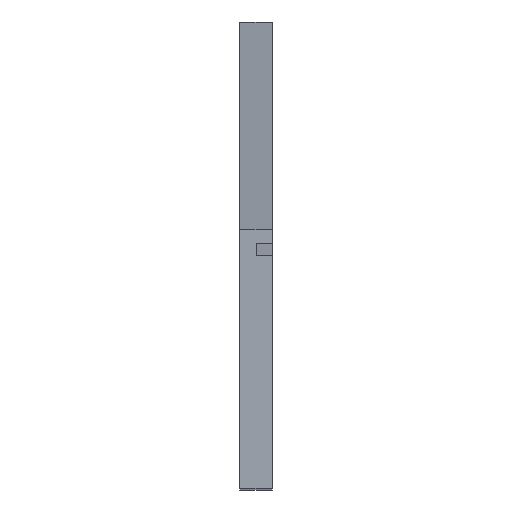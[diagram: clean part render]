
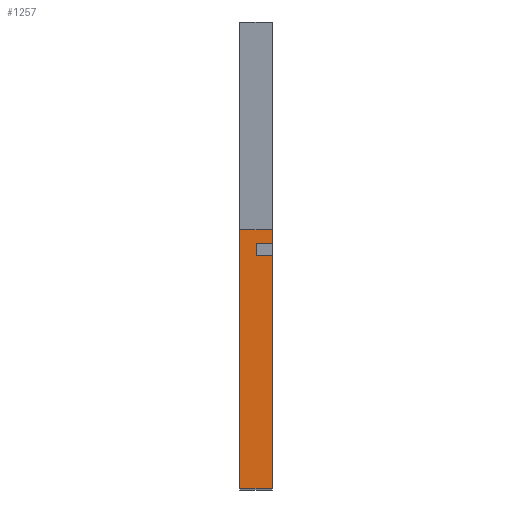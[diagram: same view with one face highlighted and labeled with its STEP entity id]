
A CAD part, top view. The second image highlights one B-rep face of the part: STEP entity #1257.
In plain terms, the highlighted planar face has unit normal (0, 0, 1).
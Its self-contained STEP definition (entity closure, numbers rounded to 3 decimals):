
#11 = CARTESIAN_POINT ( 'NONE',  ( 5., 0., 0. ) ) ;
#232 = PLANE ( 'NONE',  #2382 ) ;
#729 = EDGE_CURVE ( 'NONE', #4414, #6092, #4216, .T. ) ;
#990 = LINE ( 'NONE', #11, #4790 ) ;
#1030 = VECTOR ( 'NONE', #10798, 1000. ) ;
#1126 = CARTESIAN_POINT ( 'NONE',  ( 2.5, -2.045, 0. ) ) ;
#1133 = EDGE_CURVE ( 'NONE', #11510, #6092, #5418, .T. ) ;
#1257 = ADVANCED_FACE ( 'NONE', ( #8657 ), #232, .T. ) ;
#1267 = VERTEX_POINT ( 'NONE', #6809 ) ;
#1359 = EDGE_CURVE ( 'NONE', #4280, #1267, #7055, .T. ) ;
#1749 = VERTEX_POINT ( 'NONE', #3537 ) ;
#1920 = VERTEX_POINT ( 'NONE', #1126 ) ;
#2031 = DIRECTION ( 'NONE',  ( -1., 0., 0. ) ) ;
#2382 = AXIS2_PLACEMENT_3D ( 'NONE', #7734, #11472, #9632 ) ;
#2444 = DIRECTION ( 'NONE',  ( 0., 1., 0. ) ) ;
#2531 = LINE ( 'NONE', #7201, #4476 ) ;
#2567 = CARTESIAN_POINT ( 'NONE',  ( 0., -40., 0. ) ) ;
#2710 = EDGE_CURVE ( 'NONE', #1920, #4414, #2531, .T. ) ;
#3168 = ORIENTED_EDGE ( 'NONE', *, *, #1359, .F. ) ;
#3216 = EDGE_CURVE ( 'NONE', #11510, #4280, #5928, .T. ) ;
#3537 = CARTESIAN_POINT ( 'NONE',  ( 5., -2.045, 0. ) ) ;
#3730 = ORIENTED_EDGE ( 'NONE', *, *, #729, .F. ) ;
#4071 = EDGE_CURVE ( 'NONE', #6925, #1267, #990, .T. ) ;
#4087 = ORIENTED_EDGE ( 'NONE', *, *, #3216, .F. ) ;
#4216 = LINE ( 'NONE', #7163, #7384 ) ;
#4280 = VERTEX_POINT ( 'NONE', #8970 ) ;
#4286 = CARTESIAN_POINT ( 'NONE',  ( 5., -40., 0. ) ) ;
#4414 = VERTEX_POINT ( 'NONE', #11337 ) ;
#4476 = VECTOR ( 'NONE', #5417, 1000. ) ;
#4548 = DIRECTION ( 'NONE',  ( -1., 0., 0. ) ) ;
#4790 = VECTOR ( 'NONE', #2031, 1000. ) ;
#5106 = CARTESIAN_POINT ( 'NONE',  ( 5., -4.045, 0. ) ) ;
#5173 = CARTESIAN_POINT ( 'NONE',  ( 5., -40., 0. ) ) ;
#5417 = DIRECTION ( 'NONE',  ( 0., -1., 0. ) ) ;
#5418 = LINE ( 'NONE', #9170, #6103 ) ;
#5928 = LINE ( 'NONE', #9331, #8588 ) ;
#5966 = ORIENTED_EDGE ( 'NONE', *, *, #7336, .T. ) ;
#6092 = VERTEX_POINT ( 'NONE', #5106 ) ;
#6103 = VECTOR ( 'NONE', #11807, 1000. ) ;
#6489 = DIRECTION ( 'NONE',  ( 1., 0., 0. ) ) ;
#6553 = EDGE_CURVE ( 'NONE', #1749, #6925, #11658, .T. ) ;
#6809 = CARTESIAN_POINT ( 'NONE',  ( 0., 0., 0. ) ) ;
#6925 = VERTEX_POINT ( 'NONE', #6976 ) ;
#6976 = CARTESIAN_POINT ( 'NONE',  ( 5., 0., 0. ) ) ;
#7055 = LINE ( 'NONE', #2567, #1030 ) ;
#7163 = CARTESIAN_POINT ( 'NONE',  ( 2.5, -4.045, 0. ) ) ;
#7201 = CARTESIAN_POINT ( 'NONE',  ( 2.5, -4.045, 0. ) ) ;
#7336 = EDGE_CURVE ( 'NONE', #1920, #1749, #7703, .T. ) ;
#7384 = VECTOR ( 'NONE', #8209, 1000. ) ;
#7703 = LINE ( 'NONE', #11442, #7765 ) ;
#7734 = CARTESIAN_POINT ( 'NONE',  ( 5., -40., 0. ) ) ;
#7765 = VECTOR ( 'NONE', #6489, 1000. ) ;
#8209 = DIRECTION ( 'NONE',  ( 1., 0., 0. ) ) ;
#8257 = ORIENTED_EDGE ( 'NONE', *, *, #1133, .T. ) ;
#8567 = EDGE_LOOP ( 'NONE', ( #5966, #11753, #9285, #3168, #4087, #8257, #3730, #8885 ) ) ;
#8588 = VECTOR ( 'NONE', #4548, 1000. ) ;
#8657 = FACE_OUTER_BOUND ( 'NONE', #8567, .T. ) ;
#8885 = ORIENTED_EDGE ( 'NONE', *, *, #2710, .F. ) ;
#8970 = CARTESIAN_POINT ( 'NONE',  ( 0., -40., 0. ) ) ;
#9170 = CARTESIAN_POINT ( 'NONE',  ( 5., -40., 0. ) ) ;
#9285 = ORIENTED_EDGE ( 'NONE', *, *, #4071, .T. ) ;
#9331 = CARTESIAN_POINT ( 'NONE',  ( 5., -40., 0. ) ) ;
#9632 = DIRECTION ( 'NONE',  ( 1., 0., 0. ) ) ;
#10214 = VECTOR ( 'NONE', #2444, 1000. ) ;
#10798 = DIRECTION ( 'NONE',  ( 0., 1., 0. ) ) ;
#11337 = CARTESIAN_POINT ( 'NONE',  ( 2.5, -4.045, 0. ) ) ;
#11442 = CARTESIAN_POINT ( 'NONE',  ( 2.5, -2.045, 0. ) ) ;
#11472 = DIRECTION ( 'NONE',  ( 0., 0., 1. ) ) ;
#11510 = VERTEX_POINT ( 'NONE', #5173 ) ;
#11658 = LINE ( 'NONE', #4286, #10214 ) ;
#11753 = ORIENTED_EDGE ( 'NONE', *, *, #6553, .T. ) ;
#11807 = DIRECTION ( 'NONE',  ( 0., 1., 0. ) ) ;
